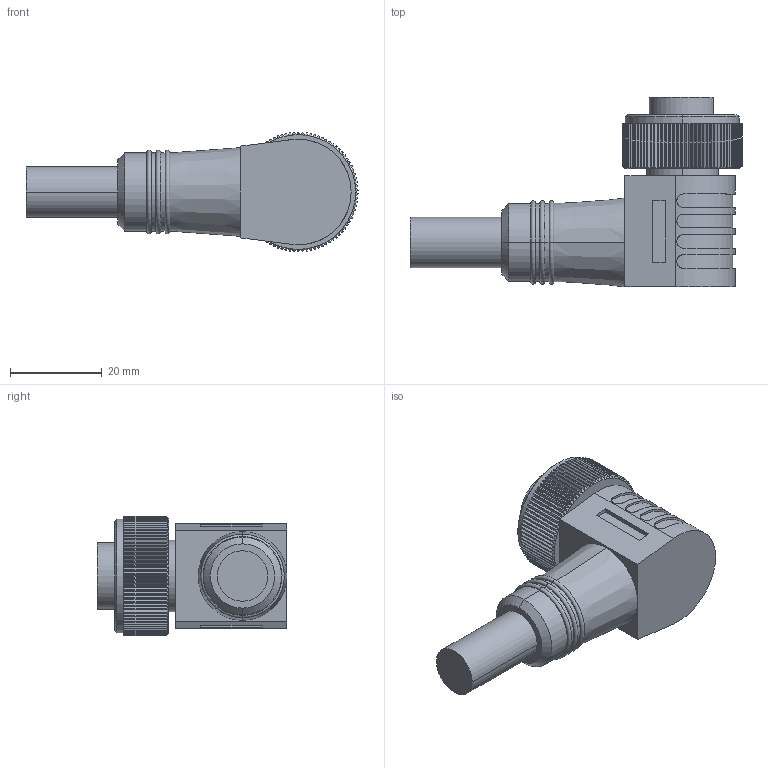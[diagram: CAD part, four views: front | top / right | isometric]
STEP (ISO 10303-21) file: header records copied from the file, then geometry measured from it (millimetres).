
FILE_DESCRIPTION((''),'2;1');
FILE_NAME('MLK4-_M-20_ASM','2019-04-25T',('Administrator'),(''),'PRO/ENGINEER BY PARAMETRIC TECHNOLOGY CORPORATION, 2012480','PRO/ENGINEER BY PARAMETRIC TECHNOLOGY CORPORATION, 2012480','');
FILE_SCHEMA(('CONFIG_CONTROL_DESIGN'));
Length unit declared in the file: millimetre
Products named in the file (1): MLK4-_M-20_ASM
Bounding box: 72.3 x 41.3 x 26 mm (x, y, z)
Volume: 25246.4 mm3; surface area: 11779.4 mm2
Topology: 1 solids, 12 shells, 613 faces, 1601 edges, 1048 vertices
Faces by surface type: plane 307, cylinder 254, cone 46, torus 6
Entity records: 19537 total; most frequent: CARTESIAN_POINT 4316, DIRECTION 3183, ORIENTED_EDGE 3170, EDGE_CURVE 1585, AXIS2_PLACEMENT_3D 1197, VERTEX_POINT 1048, VECTOR 789, LINE 789
